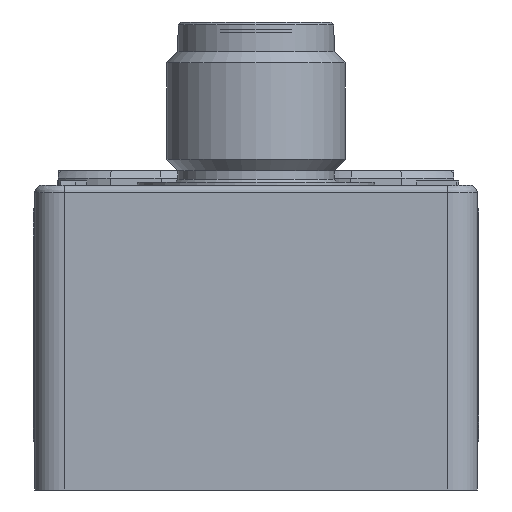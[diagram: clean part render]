
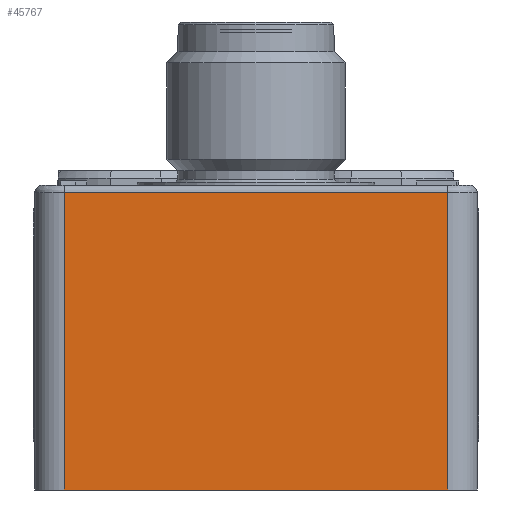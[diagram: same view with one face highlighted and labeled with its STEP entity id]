
A CAD part, left-side view. The second image highlights one B-rep face of the part: STEP entity #45767.
In plain terms, the highlighted planar face has unit normal (-1, 0, 0).
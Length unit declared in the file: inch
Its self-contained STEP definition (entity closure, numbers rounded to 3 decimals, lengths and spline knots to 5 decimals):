
#2132 = LINE ( 'NONE', #27124, #41592 ) ;
#2159 = CARTESIAN_POINT ( 'NONE',  ( -1.94882, -0.50787, 0.3937 ) ) ;
#3785 = VERTEX_POINT ( 'NONE', #33705 ) ;
#4520 = EDGE_CURVE ( 'NONE', #25425, #12326, #2132, .T. ) ;
#4742 = VERTEX_POINT ( 'NONE', #6435 ) ;
#6435 = CARTESIAN_POINT ( 'NONE',  ( -1.94882, -0.50787, -0.01969 ) ) ;
#7379 = FACE_OUTER_BOUND ( 'NONE', #10337, .T. ) ;
#8039 = AXIS2_PLACEMENT_3D ( 'NONE', #18270, #39287, #11076 ) ;
#8904 = LINE ( 'NONE', #41039, #26580 ) ;
#10337 = EDGE_LOOP ( 'NONE', ( #16066, #26380, #17269, #27595 ) ) ;
#11076 = DIRECTION ( 'NONE',  ( 0., 0., -1. ) ) ;
#12101 = EDGE_CURVE ( 'NONE', #12326, #3785, #43396, .T. ) ;
#12326 = VERTEX_POINT ( 'NONE', #28956 ) ;
#12633 = CARTESIAN_POINT ( 'NONE',  ( -1.94882, 0.50787, -0.01969 ) ) ;
#13702 = EDGE_CURVE ( 'NONE', #3785, #4742, #44475, .T. ) ;
#15203 = DIRECTION ( 'NONE',  ( 0., -1., 0. ) ) ;
#16066 = ORIENTED_EDGE ( 'NONE', *, *, #4520, .F. ) ;
#16736 = DIRECTION ( 'NONE',  ( 0., 0., -1. ) ) ;
#17269 = ORIENTED_EDGE ( 'NONE', *, *, #13702, .F. ) ;
#18270 = CARTESIAN_POINT ( 'NONE',  ( -1.94882, -0.57087, 0.7874 ) ) ;
#19354 = CARTESIAN_POINT ( 'NONE',  ( -1.94882, -0.57087, 0.76772 ) ) ;
#19798 = DIRECTION ( 'NONE',  ( 0., -1., 0. ) ) ;
#19968 = DIRECTION ( 'NONE',  ( 0., 0., 1. ) ) ;
#24610 = VECTOR ( 'NONE', #16736, 39.37008 ) ;
#25425 = VERTEX_POINT ( 'NONE', #12633 ) ;
#26380 = ORIENTED_EDGE ( 'NONE', *, *, #32104, .T. ) ;
#26580 = VECTOR ( 'NONE', #19798, 39.37008 ) ;
#27124 = CARTESIAN_POINT ( 'NONE',  ( -1.94882, 0.50787, 0.7874 ) ) ;
#27595 = ORIENTED_EDGE ( 'NONE', *, *, #12101, .F. ) ;
#28956 = CARTESIAN_POINT ( 'NONE',  ( -1.94882, 0.50787, 0.76772 ) ) ;
#32104 = EDGE_CURVE ( 'NONE', #25425, #4742, #8904, .T. ) ;
#33705 = CARTESIAN_POINT ( 'NONE',  ( -1.94882, -0.50787, 0.76772 ) ) ;
#38622 = VECTOR ( 'NONE', #15203, 39.37008 ) ;
#38837 = PLANE ( 'NONE',  #8039 ) ;
#39287 = DIRECTION ( 'NONE',  ( 1., 0., 0. ) ) ;
#41039 = CARTESIAN_POINT ( 'NONE',  ( -1.94882, 0., -0.01969 ) ) ;
#41592 = VECTOR ( 'NONE', #19968, 39.37008 ) ;
#43396 = LINE ( 'NONE', #19354, #38622 ) ;
#44475 = LINE ( 'NONE', #2159, #24610 ) ;
#45767 = ADVANCED_FACE ( 'NONE', ( #7379 ), #38837, .F. ) ;
